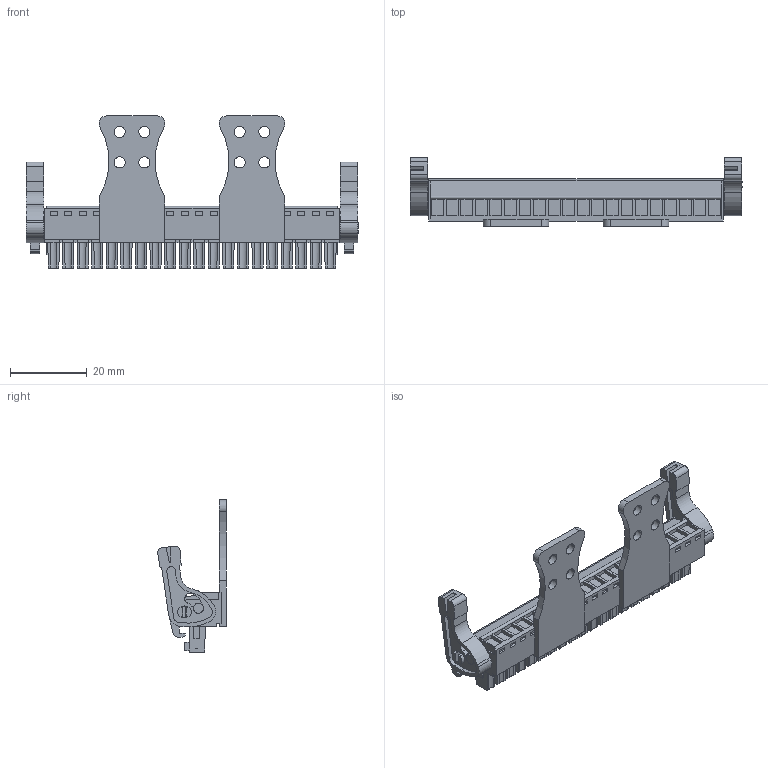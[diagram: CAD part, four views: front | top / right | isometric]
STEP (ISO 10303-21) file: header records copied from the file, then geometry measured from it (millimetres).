
FILE_DESCRIPTION(('CATIA V5R24 STEP','CAx-IF Rec.Pracs.--- Model Styling and Organization---1.2---2011-12-15'),'2;1');
FILE_NAME ('D1462184_0_2442180000_2442180000.stp','2017-10-04T13:56:34+00:00',('none'),('Weidmueller'),'CATIA Version 5-6 Release 2014 SP4 HF52','CATIA V5 STEP AP214','none');
FILE_SCHEMA(('AUTOMOTIVE_DESIGN { 1 0 10303 214 1 1 1 1 }'));
Length unit declared in the file: millimetre
Products named in the file (1): 2442180000
Bounding box: 86.79 x 17.9 x 39.75 mm (x, y, z)
Volume: 10634.5 mm3; surface area: 11214.6 mm2
Topology: 25 solids, 25 shells, 1198 faces, 3094 edges, 2046 vertices
Faces by surface type: plane 927, cylinder 271
Entity records: 34374 total; most frequent: ORIENTED_EDGE 6172, CARTESIAN_POINT 6089, DIRECTION 4462, EDGE_CURVE 3086, VECTOR 2402, LINE 2402, VERTEX_POINT 2044, AXIS2_PLACEMENT_3D 1344
